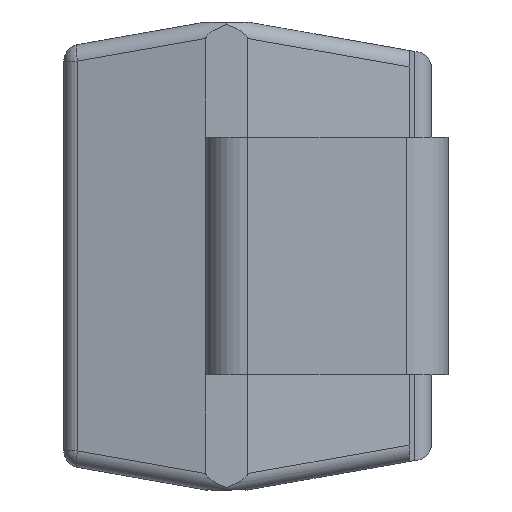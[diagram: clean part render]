
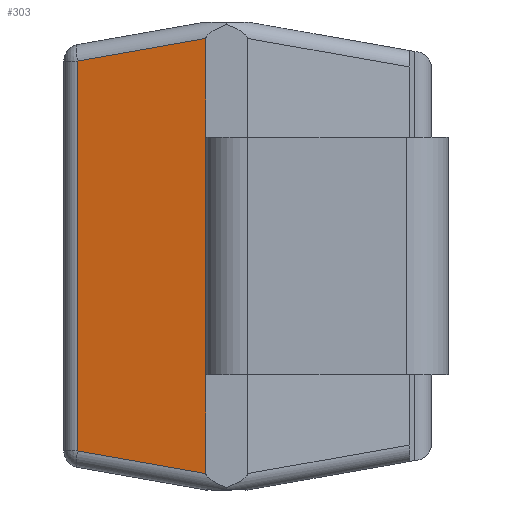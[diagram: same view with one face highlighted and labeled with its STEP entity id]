
A CAD part, left-side view. The second image highlights one B-rep face of the part: STEP entity #303.
In plain terms, the highlighted planar face has unit normal (-0.985, 0.174, 0).
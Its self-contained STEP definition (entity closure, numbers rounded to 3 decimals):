
#80 = CARTESIAN_POINT ( 'NONE',  ( -1.9, 0.322, -1.302 ) ) ;
#107 = VERTEX_POINT ( 'NONE', #493 ) ;
#119 = LINE ( 'NONE', #941, #2020 ) ;
#173 = CARTESIAN_POINT ( 'NONE',  ( -1.898, 0.335, 1.4 ) ) ;
#199 = AXIS2_PLACEMENT_3D ( 'NONE', #173, #1128, #990 ) ;
#208 = VECTOR ( 'NONE', #1654, 1000. ) ;
#223 = DIRECTION ( 'NONE',  ( 0., 0., -1. ) ) ;
#247 = VECTOR ( 'NONE', #478, 1000. ) ;
#257 = CARTESIAN_POINT ( 'NONE',  ( -1.765, 1.09, -1.25 ) ) ;
#303 = ADVANCED_FACE ( 'NONE', ( #1983 ), #2551, .T. ) ;
#328 = EDGE_LOOP ( 'NONE', ( #2092, #2465, #608, #1666, #1864, #854 ) ) ;
#411 = LINE ( 'NONE', #1785, #426 ) ;
#426 = VECTOR ( 'NONE', #1394, 1000. ) ;
#478 = DIRECTION ( 'NONE',  ( 0., 0., -1. ) ) ;
#487 = VERTEX_POINT ( 'NONE', #1278 ) ;
#493 = CARTESIAN_POINT ( 'NONE',  ( -1.9, 0.322, 0.71 ) ) ;
#534 = CARTESIAN_POINT ( 'NONE',  ( -1.903, 0.306, -1.304 ) ) ;
#608 = ORIENTED_EDGE ( 'NONE', *, *, #2599, .F. ) ;
#657 = VERTEX_POINT ( 'NONE', #1534 ) ;
#782 = LINE ( 'NONE', #2218, #2405 ) ;
#854 = ORIENTED_EDGE ( 'NONE', *, *, #2350, .T. ) ;
#855 = CARTESIAN_POINT ( 'NONE',  ( -1.9, 0.322, 1.4 ) ) ;
#937 = EDGE_CURVE ( 'NONE', #657, #1629, #2518, .T. ) ;
#941 = CARTESIAN_POINT ( 'NONE',  ( -1.901, 0.318, 1.302 ) ) ;
#990 = DIRECTION ( 'NONE',  ( -0.174, -0.985, 0. ) ) ;
#1075 = VERTEX_POINT ( 'NONE', #1774 ) ;
#1128 = DIRECTION ( 'NONE',  ( -0.985, 0.174, 0. ) ) ;
#1155 = EDGE_CURVE ( 'NONE', #1264, #657, #1473, .T. ) ;
#1264 = VERTEX_POINT ( 'NONE', #2482 ) ;
#1278 = CARTESIAN_POINT ( 'NONE',  ( -1.9, 0.322, -0.71 ) ) ;
#1394 = DIRECTION ( 'NONE',  ( 0., 0., -1. ) ) ;
#1473 = LINE ( 'NONE', #257, #247 ) ;
#1534 = CARTESIAN_POINT ( 'NONE',  ( -1.765, 1.09, -1.166 ) ) ;
#1629 = VERTEX_POINT ( 'NONE', #80 ) ;
#1654 = DIRECTION ( 'NONE',  ( 0., 0., -1. ) ) ;
#1666 = ORIENTED_EDGE ( 'NONE', *, *, #2389, .F. ) ;
#1729 = DIRECTION ( 'NONE',  ( 0.171, 0.97, -0.171 ) ) ;
#1774 = CARTESIAN_POINT ( 'NONE',  ( -1.9, 0.322, 1.302 ) ) ;
#1785 = CARTESIAN_POINT ( 'NONE',  ( -1.9, 0.322, 0.71 ) ) ;
#1864 = ORIENTED_EDGE ( 'NONE', *, *, #2508, .F. ) ;
#1983 = FACE_OUTER_BOUND ( 'NONE', #328, .T. ) ;
#2020 = VECTOR ( 'NONE', #1729, 1000. ) ;
#2092 = ORIENTED_EDGE ( 'NONE', *, *, #1155, .T. ) ;
#2218 = CARTESIAN_POINT ( 'NONE',  ( -1.9, 0.322, 1.4 ) ) ;
#2242 = LINE ( 'NONE', #855, #208 ) ;
#2316 = VECTOR ( 'NONE', #2556, 1000. ) ;
#2350 = EDGE_CURVE ( 'NONE', #1075, #1264, #119, .T. ) ;
#2389 = EDGE_CURVE ( 'NONE', #107, #487, #411, .T. ) ;
#2405 = VECTOR ( 'NONE', #223, 1000. ) ;
#2465 = ORIENTED_EDGE ( 'NONE', *, *, #937, .T. ) ;
#2482 = CARTESIAN_POINT ( 'NONE',  ( -1.765, 1.09, 1.166 ) ) ;
#2508 = EDGE_CURVE ( 'NONE', #1075, #107, #782, .T. ) ;
#2518 = LINE ( 'NONE', #534, #2316 ) ;
#2551 = PLANE ( 'NONE',  #199 ) ;
#2556 = DIRECTION ( 'NONE',  ( -0.171, -0.97, -0.171 ) ) ;
#2599 = EDGE_CURVE ( 'NONE', #487, #1629, #2242, .T. ) ;
